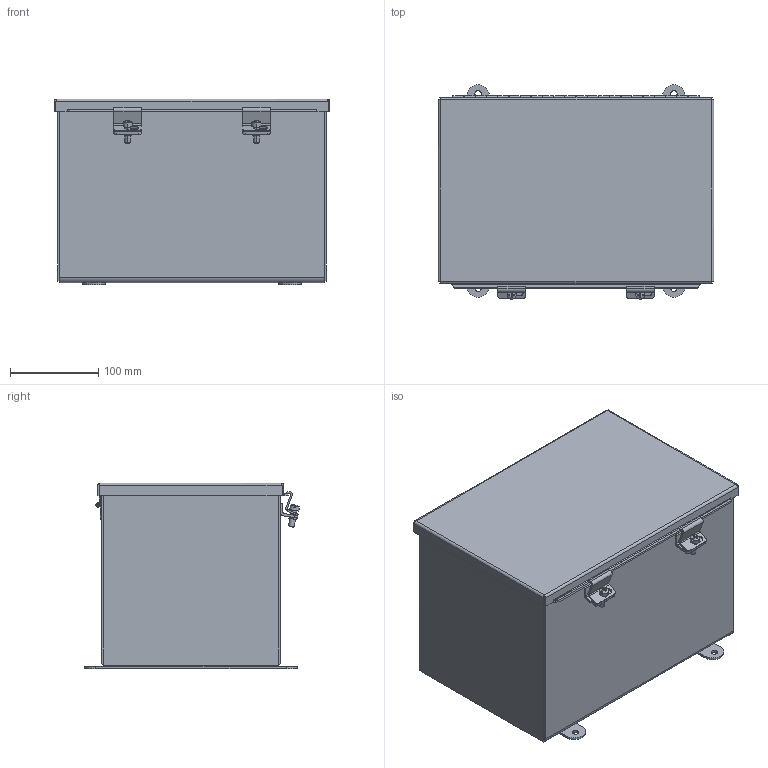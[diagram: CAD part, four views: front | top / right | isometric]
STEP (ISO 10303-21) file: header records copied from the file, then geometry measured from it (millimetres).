
FILE_DESCRIPTION (( 'STEP AP214' ), '1' );
FILE_NAME ('T8812CH.STEP', '2021-11-11T12:01:17', ( '' ), ( '' ), 'SwSTEP 2.0', 'SolidWorks 2021', '' );
FILE_SCHEMA (( 'AUTOMOTIVE_DESIGN' ));
Length unit declared in the file: inch
Products named in the file (1): T8812CH
Bounding box: 312.74 x 243.71 x 210.64 mm (x, y, z)
Volume: 715555.3 mm3; surface area: 778683.4 mm2
Topology: 15 solids, 15 shells, 422 faces, 1130 edges, 742 vertices
Faces by surface type: plane 234, cylinder 170, bspline 14, cone 4
Entity records: 19556 total; most frequent: CARTESIAN_POINT 2991, ORIENTED_EDGE 2260, DIRECTION 2252, EDGE_CURVE 1130, AXIS2_PLACEMENT_3D 751, LINE 750, VECTOR 750, VERTEX_POINT 742
